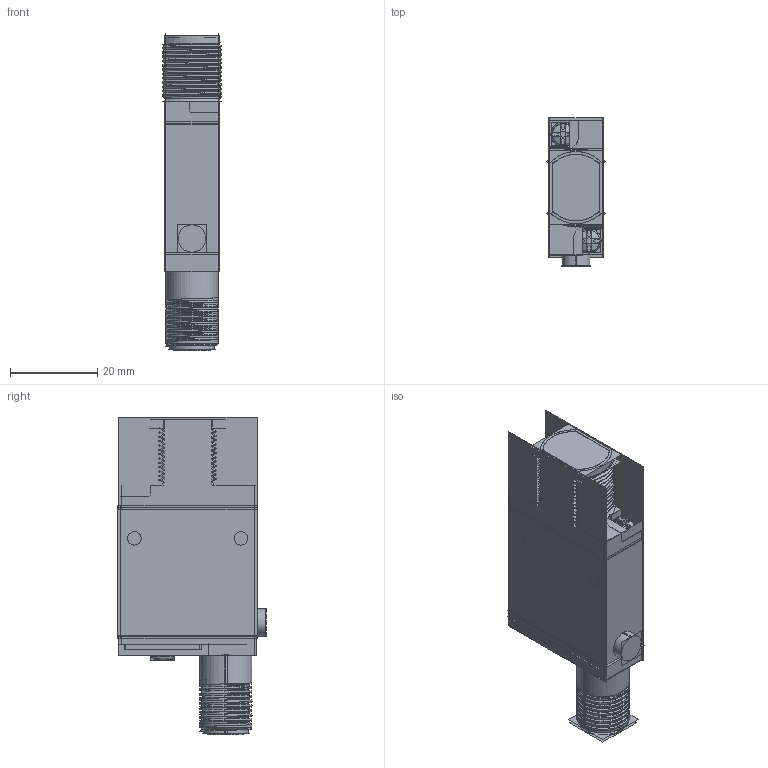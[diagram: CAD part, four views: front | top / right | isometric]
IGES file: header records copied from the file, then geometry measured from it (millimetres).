
Start section:  PTC IGES file: 154452_sm01.igs
Global section: file name: 154452_sm01.igs; native system: Creo Parametric by PTC Inc.; preprocessor: 2022414; author: banengservice; organization: Unknown; date: 20250910.105119; units: millimetre
Bounding box: 13.64 x 33.99 x 72.7 mm (x, y, z)
Volume: 18164.8 mm3; surface area: 31851.7 mm2
Topology: 1 solids, 1 shells, 632 faces, 3274 edges, 4114 vertices
Faces by surface type: bspline 354, revolution 278
